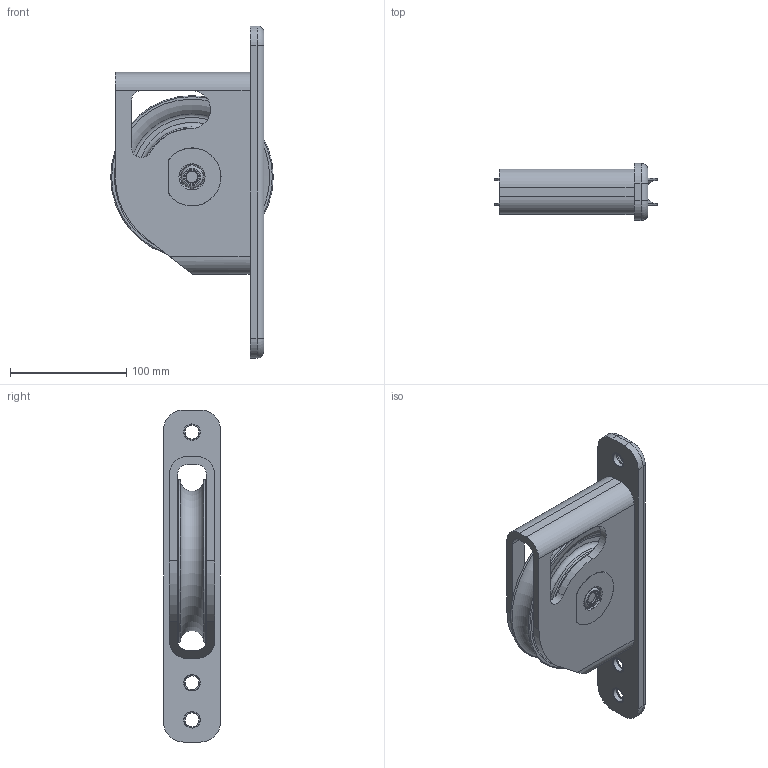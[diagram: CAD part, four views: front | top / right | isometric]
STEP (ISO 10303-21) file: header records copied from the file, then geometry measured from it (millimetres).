
FILE_DESCRIPTION(/* description */ (''),/* implementation_level */ '2;1');
FILE_NAME(/* name */ '01418-Z.stp',/* time_stamp */ '2020-11-19T10:11:22+01:00',/* author */ ('lucade'),/* organization */ (''),/* preprocessor_version */ 'ST-DEVELOPER v18.1',/* originating_system */ 'Autodesk Inventor 2021',/* authorisation */ '');
FILE_SCHEMA (('AUTOMOTIVE_DESIGN { 1 0 10303 214 3 1 1 }'));
Length unit declared in the file: millimetre
Products named in the file (1): 20111903
Bounding box: 140 x 49 x 286 mm (x, y, z)
Volume: 543035 mm3; surface area: 175090 mm2
Topology: 2 solids, 3 shells, 246 faces, 627 edges, 398 vertices
Faces by surface type: cylinder 96, plane 91, torus 34, cone 25
Full cylindrical faces by diameter (mm): 8 x1, 8.05 x1, 11 x1, 12 x4, 12.2 x2, 13.2 x1, 13.8 x3, 14 x4, 17.5 x1, 18 x1, 18.5 x1, 20.5 x1, 25 x1, 39.8 x2, 40 x2, 49.75 x1, 49.8 x1, 50 x2, 60 x2, 67.4 x2, 80.6 x2, 86 x2
Entity records: 8060 total; most frequent: CARTESIAN_POINT 1912, DIRECTION 1344, ORIENTED_EDGE 1250, EDGE_CURVE 625, AXIS2_PLACEMENT_3D 549, VERTEX_POINT 398, CIRCLE 298, EDGE_LOOP 291
